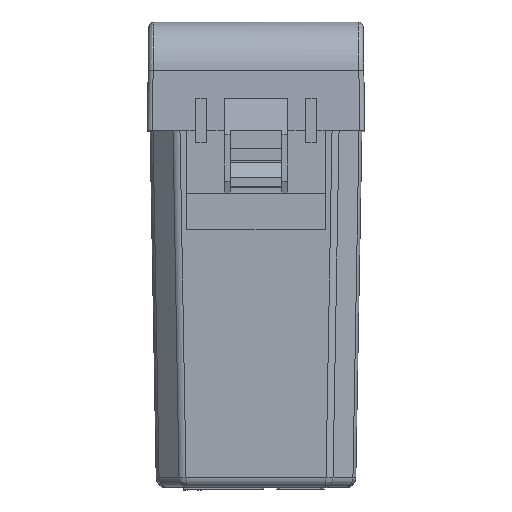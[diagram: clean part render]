
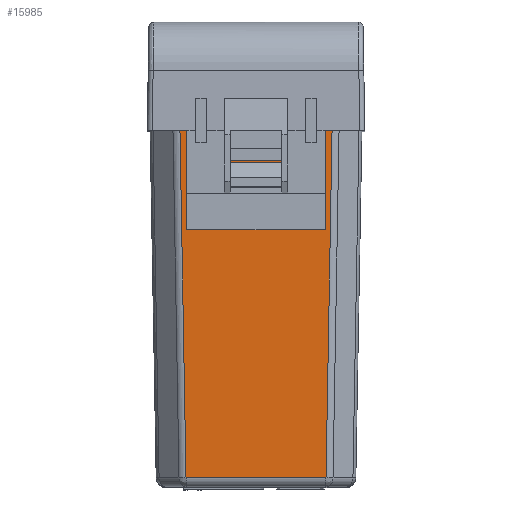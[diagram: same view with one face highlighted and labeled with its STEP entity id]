
A CAD part, top view. The second image highlights one B-rep face of the part: STEP entity #15985.
In plain terms, the highlighted face is planar.
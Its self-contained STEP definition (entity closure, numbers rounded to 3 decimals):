
#66 = LINE ( 'NONE', #4825, #15935 ) ;
#192 = ORIENTED_EDGE ( 'NONE', *, *, #19869, .T. ) ;
#488 = CARTESIAN_POINT ( 'NONE',  ( 7.073, 19.889, 0.983 ) ) ;
#1452 = EDGE_LOOP ( 'NONE', ( #13344, #23904, #17382, #19524 ) ) ;
#2206 = EDGE_CURVE ( 'NONE', #21379, #13661, #11101, .T. ) ;
#2363 = ORIENTED_EDGE ( 'NONE', *, *, #2206, .T. ) ;
#2436 = EDGE_CURVE ( 'NONE', #23464, #8556, #66, .T. ) ;
#2449 = CARTESIAN_POINT ( 'NONE',  ( -10.7, 20.444, 32.806 ) ) ;
#2627 = CARTESIAN_POINT ( 'NONE',  ( -2.6, 20.5, 36. ) ) ;
#2832 = CARTESIAN_POINT ( 'NONE',  ( 0., 20.5, 36. ) ) ;
#2846 = EDGE_CURVE ( 'NONE', #2900, #6910, #13949, .T. ) ;
#2892 = VERTEX_POINT ( 'NONE', #14389 ) ;
#2900 = VERTEX_POINT ( 'NONE', #20816 ) ;
#3020 = VECTOR ( 'NONE', #10472, 1000. ) ;
#4488 = DIRECTION ( 'NONE',  ( 0., -0.017, -1. ) ) ;
#4689 = VECTOR ( 'NONE', #29999, 1000. ) ;
#4825 = CARTESIAN_POINT ( 'NONE',  ( 2.6, 20.5, 36. ) ) ;
#5117 = ORIENTED_EDGE ( 'NONE', *, *, #9334, .T. ) ;
#6910 = VERTEX_POINT ( 'NONE', #29669 ) ;
#6992 = CARTESIAN_POINT ( 'NONE',  ( -10.7, 20.402, 30.4 ) ) ;
#7142 = CARTESIAN_POINT ( 'NONE',  ( 7.685, 20.5, 36. ) ) ;
#7149 = LINE ( 'NONE', #6992, #24520 ) ;
#7272 = VECTOR ( 'NONE', #15304, 1000. ) ;
#8191 = LINE ( 'NONE', #2832, #3020 ) ;
#8556 = VERTEX_POINT ( 'NONE', #20213 ) ;
#8970 = ORIENTED_EDGE ( 'NONE', *, *, #13030, .T. ) ;
#9334 = EDGE_CURVE ( 'NONE', #19771, #21379, #13849, .T. ) ;
#10010 = VECTOR ( 'NONE', #23200, 1000. ) ;
#10472 = DIRECTION ( 'NONE',  ( 1., 0., 0. ) ) ;
#10560 = DIRECTION ( 'NONE',  ( 0., 1., -0.017 ) ) ;
#10855 = FACE_OUTER_BOUND ( 'NONE', #27087, .T. ) ;
#11101 = LINE ( 'NONE', #18415, #4689 ) ;
#12149 = VECTOR ( 'NONE', #4488, 1000. ) ;
#12168 = DIRECTION ( 'NONE',  ( 1., 0., 0. ) ) ;
#12704 = CARTESIAN_POINT ( 'NONE',  ( -7.074, 19.889, 0.983 ) ) ;
#13014 = LINE ( 'NONE', #12704, #7272 ) ;
#13030 = EDGE_CURVE ( 'NONE', #13661, #2892, #13014, .T. ) ;
#13344 = ORIENTED_EDGE ( 'NONE', *, *, #26825, .T. ) ;
#13661 = VERTEX_POINT ( 'NONE', #23305 ) ;
#13849 = LINE ( 'NONE', #27414, #26084 ) ;
#13949 = LINE ( 'NONE', #2627, #12149 ) ;
#14389 = CARTESIAN_POINT ( 'NONE',  ( -7.685, 20.5, 36. ) ) ;
#15304 = DIRECTION ( 'NONE',  ( -0.017, 0.017, 1. ) ) ;
#15935 = VECTOR ( 'NONE', #18850, 1000. ) ;
#15985 = ADVANCED_FACE ( 'NONE', ( #10855, #27014 ), #18171, .T. ) ;
#17382 = ORIENTED_EDGE ( 'NONE', *, *, #22895, .T. ) ;
#18171 = PLANE ( 'NONE',  #24334 ) ;
#18415 = CARTESIAN_POINT ( 'NONE',  ( -10.7, 19.889, 0.983 ) ) ;
#18850 = DIRECTION ( 'NONE',  ( 0., 0.017, 1. ) ) ;
#19524 = ORIENTED_EDGE ( 'NONE', *, *, #2436, .T. ) ;
#19771 = VERTEX_POINT ( 'NONE', #7142 ) ;
#19869 = EDGE_CURVE ( 'NONE', #2892, #19771, #8191, .T. ) ;
#19997 = CARTESIAN_POINT ( 'NONE',  ( -10.7, 20.5, 36. ) ) ;
#20213 = CARTESIAN_POINT ( 'NONE',  ( 2.6, 20.444, 32.806 ) ) ;
#20410 = DIRECTION ( 'NONE',  ( -0.017, -0.017, -1. ) ) ;
#20816 = CARTESIAN_POINT ( 'NONE',  ( -2.6, 20.444, 32.806 ) ) ;
#21377 = LINE ( 'NONE', #2449, #10010 ) ;
#21379 = VERTEX_POINT ( 'NONE', #488 ) ;
#22895 = EDGE_CURVE ( 'NONE', #6910, #23464, #7149, .T. ) ;
#23200 = DIRECTION ( 'NONE',  ( -1., 0., 0. ) ) ;
#23305 = CARTESIAN_POINT ( 'NONE',  ( -7.074, 19.889, 0.983 ) ) ;
#23464 = VERTEX_POINT ( 'NONE', #23993 ) ;
#23904 = ORIENTED_EDGE ( 'NONE', *, *, #2846, .T. ) ;
#23993 = CARTESIAN_POINT ( 'NONE',  ( 2.6, 20.402, 30.4 ) ) ;
#24334 = AXIS2_PLACEMENT_3D ( 'NONE', #19997, #10560, #29303 ) ;
#24520 = VECTOR ( 'NONE', #12168, 1000. ) ;
#26084 = VECTOR ( 'NONE', #20410, 1000. ) ;
#26825 = EDGE_CURVE ( 'NONE', #8556, #2900, #21377, .T. ) ;
#27014 = FACE_BOUND ( 'NONE', #1452, .T. ) ;
#27087 = EDGE_LOOP ( 'NONE', ( #8970, #192, #5117, #2363 ) ) ;
#27414 = CARTESIAN_POINT ( 'NONE',  ( 7.685, 20.5, 36. ) ) ;
#29303 = DIRECTION ( 'NONE',  ( 0., 0.017, 1. ) ) ;
#29669 = CARTESIAN_POINT ( 'NONE',  ( -2.6, 20.402, 30.4 ) ) ;
#29999 = DIRECTION ( 'NONE',  ( -1., 0., 0. ) ) ;
